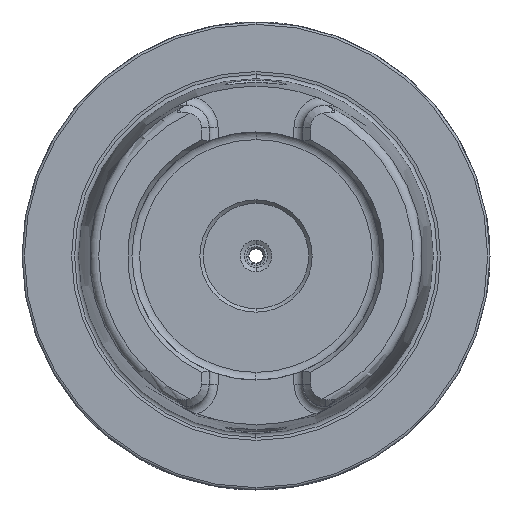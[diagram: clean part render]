
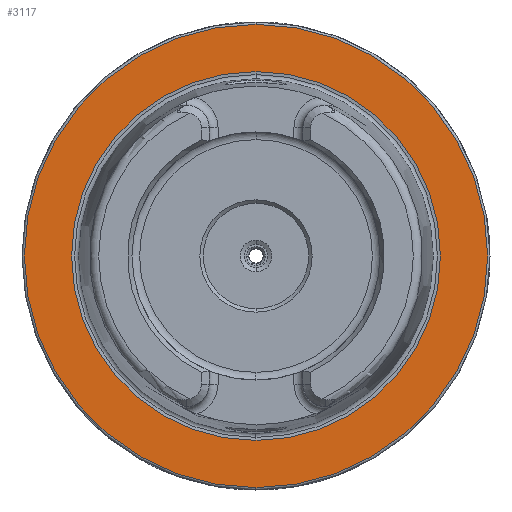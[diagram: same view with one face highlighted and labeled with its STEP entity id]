
A CAD part, left-side view. The second image highlights one B-rep face of the part: STEP entity #3117.
In plain terms, the highlighted planar face has unit normal (-1, 0, 0).
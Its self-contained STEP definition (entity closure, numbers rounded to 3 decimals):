
#305 = FACE_OUTER_BOUND ( 'NONE', #11728, .T. ) ;
#520 = CARTESIAN_POINT ( 'NONE',  ( 0., 0., 0. ) ) ;
#652 = ORIENTED_EDGE ( 'NONE', *, *, #4154, .T. ) ;
#670 = CARTESIAN_POINT ( 'NONE',  ( 0., 0., 0. ) ) ;
#1531 = ORIENTED_EDGE ( 'NONE', *, *, #2474, .T. ) ;
#1962 = CIRCLE ( 'NONE', #3320, 39.405 ) ;
#2465 = CIRCLE ( 'NONE', #7120, 49.5 ) ;
#2474 = EDGE_CURVE ( 'NONE', #5417, #5700, #2465, .T. ) ;
#3117 = ADVANCED_FACE ( 'NONE', ( #7726, #305 ), #11116, .F. ) ;
#3239 = CARTESIAN_POINT ( 'NONE',  ( 0., 0., -39.405 ) ) ;
#3320 = AXIS2_PLACEMENT_3D ( 'NONE', #520, #7184, #9951 ) ;
#3974 = CIRCLE ( 'NONE', #7063, 49.5 ) ;
#4154 = EDGE_CURVE ( 'NONE', #5700, #5417, #3974, .T. ) ;
#4449 = CIRCLE ( 'NONE', #8942, 39.405 ) ;
#4903 = CARTESIAN_POINT ( 'NONE',  ( 0., 0., 0. ) ) ;
#5107 = ORIENTED_EDGE ( 'NONE', *, *, #8085, .F. ) ;
#5407 = DIRECTION ( 'NONE',  ( 0., 0., -1. ) ) ;
#5417 = VERTEX_POINT ( 'NONE', #10006 ) ;
#5431 = DIRECTION ( 'NONE',  ( 0., 0., 1. ) ) ;
#5470 = VERTEX_POINT ( 'NONE', #3239 ) ;
#5700 = VERTEX_POINT ( 'NONE', #11239 ) ;
#5910 = DIRECTION ( 'NONE',  ( 0., 0., 1. ) ) ;
#5931 = AXIS2_PLACEMENT_3D ( 'NONE', #8180, #6313, #5407 ) ;
#6313 = DIRECTION ( 'NONE',  ( 1., 0., 0. ) ) ;
#6490 = VERTEX_POINT ( 'NONE', #9028 ) ;
#7063 = AXIS2_PLACEMENT_3D ( 'NONE', #10615, #11584, #7687 ) ;
#7120 = AXIS2_PLACEMENT_3D ( 'NONE', #4903, #7806, #5910 ) ;
#7184 = DIRECTION ( 'NONE',  ( -1., 0., 0. ) ) ;
#7195 = EDGE_CURVE ( 'NONE', #6490, #5470, #1962, .T. ) ;
#7687 = DIRECTION ( 'NONE',  ( 0., 0., 1. ) ) ;
#7726 = FACE_BOUND ( 'NONE', #10322, .T. ) ;
#7806 = DIRECTION ( 'NONE',  ( -1., 0., 0. ) ) ;
#8085 = EDGE_CURVE ( 'NONE', #5470, #6490, #4449, .T. ) ;
#8180 = CARTESIAN_POINT ( 'NONE',  ( 0., 49.5, 0. ) ) ;
#8942 = AXIS2_PLACEMENT_3D ( 'NONE', #670, #11132, #5431 ) ;
#9028 = CARTESIAN_POINT ( 'NONE',  ( 0., 0., 39.405 ) ) ;
#9951 = DIRECTION ( 'NONE',  ( 0., 0., 1. ) ) ;
#10006 = CARTESIAN_POINT ( 'NONE',  ( 0., 0., 49.5 ) ) ;
#10322 = EDGE_LOOP ( 'NONE', ( #10598, #5107 ) ) ;
#10598 = ORIENTED_EDGE ( 'NONE', *, *, #7195, .F. ) ;
#10615 = CARTESIAN_POINT ( 'NONE',  ( 0., 0., 0. ) ) ;
#11116 = PLANE ( 'NONE',  #5931 ) ;
#11132 = DIRECTION ( 'NONE',  ( -1., 0., 0. ) ) ;
#11239 = CARTESIAN_POINT ( 'NONE',  ( 0., 0., -49.5 ) ) ;
#11584 = DIRECTION ( 'NONE',  ( -1., 0., 0. ) ) ;
#11728 = EDGE_LOOP ( 'NONE', ( #1531, #652 ) ) ;
